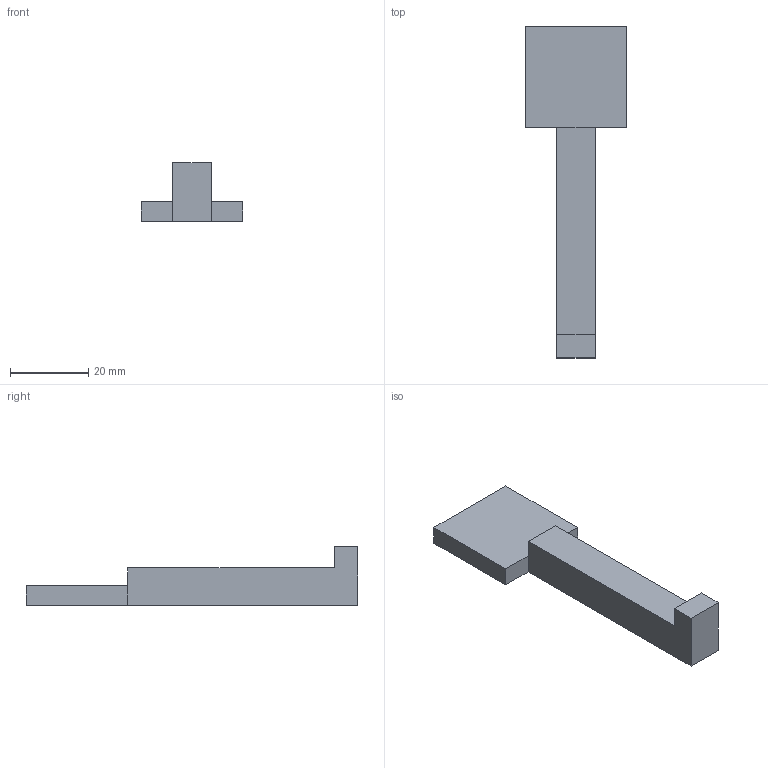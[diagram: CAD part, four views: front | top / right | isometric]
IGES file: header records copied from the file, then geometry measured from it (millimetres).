
Global section: file name: Filename.iges; native system: Open CASCADE 7.2; preprocessor: Open CASCADE IGES processor 7.2; date: 20200914.100105; units: millimetre
Bounding box: 26 x 85 x 15 mm (x, y, z)
Surface area: 4422 mm2 (no closed solid volume)
Topology: 0 solids, 0 shells, 14 faces, 68 edges, 68 vertices
Faces by surface type: plane 14
